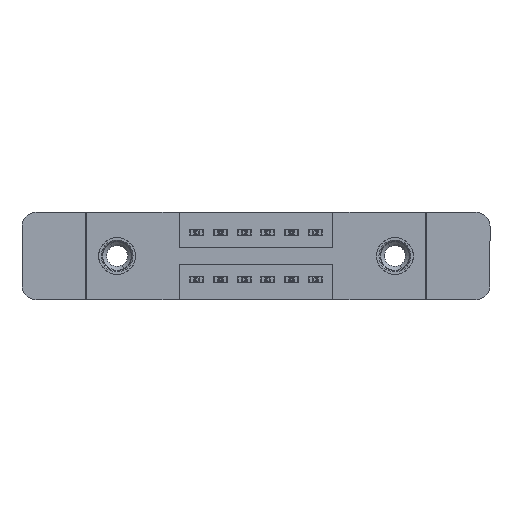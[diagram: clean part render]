
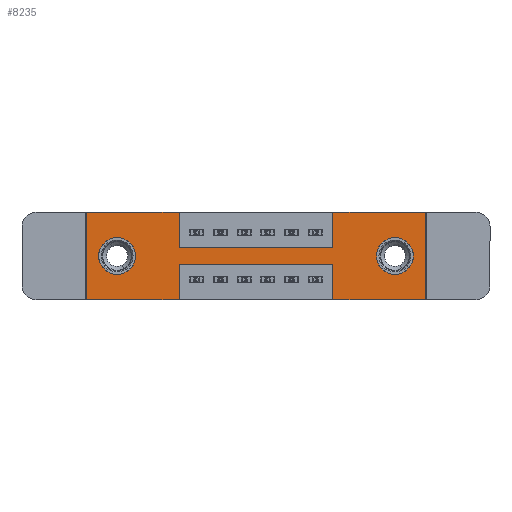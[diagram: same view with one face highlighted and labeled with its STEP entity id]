
A CAD part, front view. The second image highlights one B-rep face of the part: STEP entity #8235.
In plain terms, the highlighted planar face has unit normal (0, -1, 0).
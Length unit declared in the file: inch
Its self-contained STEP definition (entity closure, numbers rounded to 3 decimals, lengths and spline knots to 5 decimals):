
#8 = VECTOR ( 'NONE', #9494, 39.37008 ) ;
#75 = VERTEX_POINT ( 'NONE', #8661 ) ;
#132 = DIRECTION ( 'NONE',  ( 1., 0., 0. ) ) ;
#373 = VECTOR ( 'NONE', #13422, 39.37008 ) ;
#411 = AXIS2_PLACEMENT_3D ( 'NONE', #5214, #14457, #11082 ) ;
#509 = DIRECTION ( 'NONE',  ( 1., 0., 0. ) ) ;
#563 = VERTEX_POINT ( 'NONE', #5672 ) ;
#745 = LINE ( 'NONE', #1502, #5915 ) ;
#761 = VERTEX_POINT ( 'NONE', #3407 ) ;
#826 = DIRECTION ( 'NONE',  ( 0., -1., 0. ) ) ;
#985 = CARTESIAN_POINT ( 'NONE',  ( 1.0425, 0., -0.37 ) ) ;
#1344 = ORIENTED_EDGE ( 'NONE', *, *, #12117, .F. ) ;
#1502 = CARTESIAN_POINT ( 'NONE',  ( 0.3925, 0., -0.15 ) ) ;
#1606 = CARTESIAN_POINT ( 'NONE',  ( 0., 0., 0. ) ) ;
#1660 = AXIS2_PLACEMENT_3D ( 'NONE', #11473, #3493, #7060 ) ;
#2006 = CIRCLE ( 'NONE', #411, 0.078 ) ;
#2159 = FACE_BOUND ( 'NONE', #9931, .T. ) ;
#2271 = VERTEX_POINT ( 'NONE', #7852 ) ;
#2381 = EDGE_CURVE ( 'NONE', #3750, #3362, #7586, .T. ) ;
#2590 = EDGE_LOOP ( 'NONE', ( #7673, #10390 ) ) ;
#2647 = VERTEX_POINT ( 'NONE', #14549 ) ;
#2672 = LINE ( 'NONE', #13471, #373 ) ;
#2910 = CARTESIAN_POINT ( 'NONE',  ( 1.0425, 0., -0.37 ) ) ;
#2990 = DIRECTION ( 'NONE',  ( 0., 0., -1. ) ) ;
#3223 = ORIENTED_EDGE ( 'NONE', *, *, #9751, .F. ) ;
#3324 = LINE ( 'NONE', #4749, #9077 ) ;
#3362 = VERTEX_POINT ( 'NONE', #9640 ) ;
#3407 = CARTESIAN_POINT ( 'NONE',  ( 1.0425, 0., -0.15 ) ) ;
#3493 = DIRECTION ( 'NONE',  ( 0., 1., 0. ) ) ;
#3565 = CARTESIAN_POINT ( 'NONE',  ( 1.305, 0., -0.107 ) ) ;
#3750 = VERTEX_POINT ( 'NONE', #5776 ) ;
#3988 = AXIS2_PLACEMENT_3D ( 'NONE', #5953, #4865, #12941 ) ;
#4115 = AXIS2_PLACEMENT_3D ( 'NONE', #5184, #826, #8787 ) ;
#4346 = CARTESIAN_POINT ( 'NONE',  ( 1.0425, 0., 0. ) ) ;
#4575 = EDGE_CURVE ( 'NONE', #3362, #9081, #8986, .T. ) ;
#4595 = EDGE_CURVE ( 'NONE', #4612, #8707, #11663, .T. ) ;
#4612 = VERTEX_POINT ( 'NONE', #11734 ) ;
#4624 = LINE ( 'NONE', #985, #8586 ) ;
#4749 = CARTESIAN_POINT ( 'NONE',  ( 0., 0., -0.37 ) ) ;
#4804 = DIRECTION ( 'NONE',  ( -1., 0., 0. ) ) ;
#4846 = FACE_OUTER_BOUND ( 'NONE', #11014, .T. ) ;
#4865 = DIRECTION ( 'NONE',  ( 0., 1., 0. ) ) ;
#5184 = CARTESIAN_POINT ( 'NONE',  ( 0., 0., -0.37 ) ) ;
#5202 = DIRECTION ( 'NONE',  ( 1., 0., 0. ) ) ;
#5214 = CARTESIAN_POINT ( 'NONE',  ( 1.305, 0., -0.185 ) ) ;
#5387 = DIRECTION ( 'NONE',  ( 0., 0., 1. ) ) ;
#5539 = DIRECTION ( 'NONE',  ( 0., 0., 1. ) ) ;
#5635 = EDGE_CURVE ( 'NONE', #563, #2271, #5805, .T. ) ;
#5658 = VERTEX_POINT ( 'NONE', #6420 ) ;
#5672 = CARTESIAN_POINT ( 'NONE',  ( 0.3925, 0., -0.22 ) ) ;
#5742 = CIRCLE ( 'NONE', #14651, 0.078 ) ;
#5755 = CARTESIAN_POINT ( 'NONE',  ( 1.0425, 0., -0.22 ) ) ;
#5776 = CARTESIAN_POINT ( 'NONE',  ( 1.435, 0., 0. ) ) ;
#5805 = LINE ( 'NONE', #10938, #10665 ) ;
#5915 = VECTOR ( 'NONE', #132, 39.37008 ) ;
#5953 = CARTESIAN_POINT ( 'NONE',  ( 0.13, 0., -0.185 ) ) ;
#6236 = VECTOR ( 'NONE', #7727, 39.37008 ) ;
#6259 = ORIENTED_EDGE ( 'NONE', *, *, #10245, .F. ) ;
#6420 = CARTESIAN_POINT ( 'NONE',  ( 0.3925, 0., -0.15 ) ) ;
#6494 = CARTESIAN_POINT ( 'NONE',  ( 1.305, 0., -0.263 ) ) ;
#6961 = ORIENTED_EDGE ( 'NONE', *, *, #4575, .F. ) ;
#7060 = DIRECTION ( 'NONE',  ( 0., 0., -1. ) ) ;
#7169 = ORIENTED_EDGE ( 'NONE', *, *, #8004, .F. ) ;
#7338 = VERTEX_POINT ( 'NONE', #6494 ) ;
#7357 = CARTESIAN_POINT ( 'NONE',  ( 0., 0., 0. ) ) ;
#7484 = VECTOR ( 'NONE', #5387, 39.37008 ) ;
#7567 = LINE ( 'NONE', #7357, #9898 ) ;
#7586 = LINE ( 'NONE', #14095, #9025 ) ;
#7673 = ORIENTED_EDGE ( 'NONE', *, *, #12538, .T. ) ;
#7727 = DIRECTION ( 'NONE',  ( 0., 0., -1. ) ) ;
#7798 = ORIENTED_EDGE ( 'NONE', *, *, #12769, .F. ) ;
#7852 = CARTESIAN_POINT ( 'NONE',  ( 0.3925, 0., -0.37 ) ) ;
#7959 = VERTEX_POINT ( 'NONE', #1606 ) ;
#7960 = EDGE_CURVE ( 'NONE', #2647, #3750, #7567, .T. ) ;
#8004 = EDGE_CURVE ( 'NONE', #7959, #8201, #10256, .T. ) ;
#8005 = EDGE_CURVE ( 'NONE', #8707, #4612, #5742, .T. ) ;
#8201 = VERTEX_POINT ( 'NONE', #12060 ) ;
#8235 = ADVANCED_FACE ( 'NONE', ( #14352, #2159, #4846 ), #12001, .T. ) ;
#8303 = EDGE_CURVE ( 'NONE', #13848, #563, #2672, .T. ) ;
#8354 = ORIENTED_EDGE ( 'NONE', *, *, #11207, .F. ) ;
#8504 = DIRECTION ( 'NONE',  ( 0., 0., -1. ) ) ;
#8560 = ORIENTED_EDGE ( 'NONE', *, *, #13071, .F. ) ;
#8586 = VECTOR ( 'NONE', #12468, 39.37008 ) ;
#8597 = VERTEX_POINT ( 'NONE', #3565 ) ;
#8661 = CARTESIAN_POINT ( 'NONE',  ( 0., 0., -0.37 ) ) ;
#8707 = VERTEX_POINT ( 'NONE', #11841 ) ;
#8747 = CARTESIAN_POINT ( 'NONE',  ( 0., 0., 0. ) ) ;
#8787 = DIRECTION ( 'NONE',  ( 0., 0., -1. ) ) ;
#8903 = CARTESIAN_POINT ( 'NONE',  ( 0.13, 0., -0.185 ) ) ;
#8986 = LINE ( 'NONE', #13970, #8 ) ;
#9025 = VECTOR ( 'NONE', #8504, 39.37008 ) ;
#9077 = VECTOR ( 'NONE', #4804, 39.37008 ) ;
#9081 = VERTEX_POINT ( 'NONE', #2910 ) ;
#9355 = ORIENTED_EDGE ( 'NONE', *, *, #2381, .F. ) ;
#9494 = DIRECTION ( 'NONE',  ( -1., 0., 0. ) ) ;
#9640 = CARTESIAN_POINT ( 'NONE',  ( 1.435, 0., -0.37 ) ) ;
#9751 = EDGE_CURVE ( 'NONE', #9081, #13848, #4624, .T. ) ;
#9898 = VECTOR ( 'NONE', #509, 39.37008 ) ;
#9931 = EDGE_LOOP ( 'NONE', ( #10402, #13057 ) ) ;
#10112 = DIRECTION ( 'NONE',  ( 0., 1., 0. ) ) ;
#10245 = EDGE_CURVE ( 'NONE', #8201, #5658, #10534, .T. ) ;
#10256 = LINE ( 'NONE', #12076, #12591 ) ;
#10390 = ORIENTED_EDGE ( 'NONE', *, *, #12122, .T. ) ;
#10402 = ORIENTED_EDGE ( 'NONE', *, *, #8005, .T. ) ;
#10534 = LINE ( 'NONE', #13526, #6236 ) ;
#10665 = VECTOR ( 'NONE', #2990, 39.37008 ) ;
#10938 = CARTESIAN_POINT ( 'NONE',  ( 0.3925, 0., -0.37 ) ) ;
#11014 = EDGE_LOOP ( 'NONE', ( #14709, #12583, #3223, #6961, #9355, #12829, #8560, #7798, #6259, #7169, #8354, #1344 ) ) ;
#11082 = DIRECTION ( 'NONE',  ( 0., 0., -1. ) ) ;
#11207 = EDGE_CURVE ( 'NONE', #75, #7959, #14456, .T. ) ;
#11473 = CARTESIAN_POINT ( 'NONE',  ( 1.305, 0., -0.185 ) ) ;
#11663 = CIRCLE ( 'NONE', #3988, 0.078 ) ;
#11734 = CARTESIAN_POINT ( 'NONE',  ( 0.13, 0., -0.263 ) ) ;
#11841 = CARTESIAN_POINT ( 'NONE',  ( 0.13, 0., -0.107 ) ) ;
#12001 = PLANE ( 'NONE',  #4115 ) ;
#12060 = CARTESIAN_POINT ( 'NONE',  ( 0.3925, 0., 0. ) ) ;
#12076 = CARTESIAN_POINT ( 'NONE',  ( 0., 0., 0. ) ) ;
#12117 = EDGE_CURVE ( 'NONE', #2271, #75, #3324, .T. ) ;
#12122 = EDGE_CURVE ( 'NONE', #7338, #8597, #12137, .T. ) ;
#12137 = CIRCLE ( 'NONE', #1660, 0.078 ) ;
#12331 = DIRECTION ( 'NONE',  ( 0., 0., 1. ) ) ;
#12468 = DIRECTION ( 'NONE',  ( 0., 0., 1. ) ) ;
#12538 = EDGE_CURVE ( 'NONE', #8597, #7338, #2006, .T. ) ;
#12583 = ORIENTED_EDGE ( 'NONE', *, *, #8303, .F. ) ;
#12591 = VECTOR ( 'NONE', #5202, 39.37008 ) ;
#12769 = EDGE_CURVE ( 'NONE', #5658, #761, #745, .T. ) ;
#12829 = ORIENTED_EDGE ( 'NONE', *, *, #7960, .F. ) ;
#12941 = DIRECTION ( 'NONE',  ( 0., 0., 1. ) ) ;
#13057 = ORIENTED_EDGE ( 'NONE', *, *, #4595, .T. ) ;
#13071 = EDGE_CURVE ( 'NONE', #761, #2647, #13467, .T. ) ;
#13422 = DIRECTION ( 'NONE',  ( -1., 0., 0. ) ) ;
#13467 = LINE ( 'NONE', #4346, #14540 ) ;
#13471 = CARTESIAN_POINT ( 'NONE',  ( 0.3925, 0., -0.22 ) ) ;
#13526 = CARTESIAN_POINT ( 'NONE',  ( 0.3925, 0., 0. ) ) ;
#13848 = VERTEX_POINT ( 'NONE', #5755 ) ;
#13970 = CARTESIAN_POINT ( 'NONE',  ( 0., 0., -0.37 ) ) ;
#14095 = CARTESIAN_POINT ( 'NONE',  ( 1.435, 0., 0. ) ) ;
#14352 = FACE_BOUND ( 'NONE', #2590, .T. ) ;
#14456 = LINE ( 'NONE', #8747, #7484 ) ;
#14457 = DIRECTION ( 'NONE',  ( 0., 1., 0. ) ) ;
#14540 = VECTOR ( 'NONE', #12331, 39.37008 ) ;
#14549 = CARTESIAN_POINT ( 'NONE',  ( 1.0425, 0., 0. ) ) ;
#14651 = AXIS2_PLACEMENT_3D ( 'NONE', #8903, #10112, #5539 ) ;
#14709 = ORIENTED_EDGE ( 'NONE', *, *, #5635, .F. ) ;
